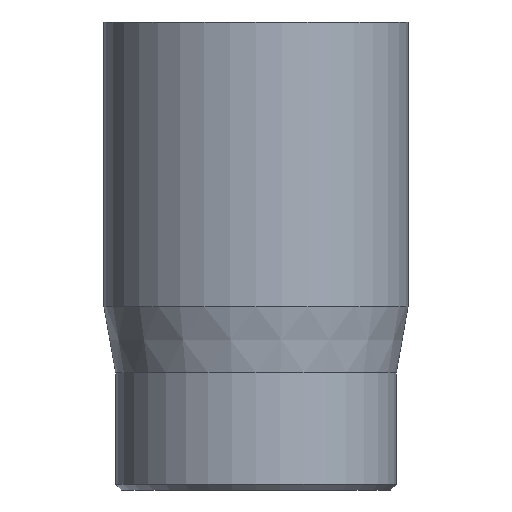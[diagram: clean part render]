
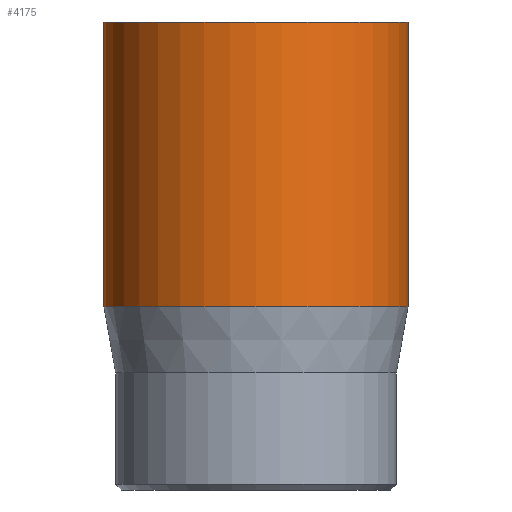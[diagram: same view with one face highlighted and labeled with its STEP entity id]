
A CAD part, front view. The second image highlights one B-rep face of the part: STEP entity #4175.
In plain terms, the highlighted cylindrical face has radius 1.3 mm (diameter 2.6 mm), a full revolution.
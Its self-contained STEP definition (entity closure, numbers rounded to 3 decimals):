
#550=CYLINDRICAL_SURFACE('',#4333,1.3);
#761=FACE_OUTER_BOUND('',#1009,.T.);
#1009=EDGE_LOOP('',(#3856,#3857,#3858,#3859,#3860));
#1312=LINE('',#7975,#1625);
#1625=VECTOR('',#4812,1.3);
#1663=CIRCLE('',#4316,1.3);
#1669=CIRCLE('',#4331,1.3);
#1670=CIRCLE('',#4332,1.3);
#2057=VERTEX_POINT('',#7945);
#2063=VERTEX_POINT('',#7969);
#2064=VERTEX_POINT('',#7970);
#2657=EDGE_CURVE('',#2057,#2057,#1663,.T.);
#2666=EDGE_CURVE('',#2063,#2064,#1669,.T.);
#2667=EDGE_CURVE('',#2064,#2063,#1670,.T.);
#2669=EDGE_CURVE('',#2057,#2063,#1312,.T.);
#3856=ORIENTED_EDGE('',*,*,#2657,.T.);
#3857=ORIENTED_EDGE('',*,*,#2669,.T.);
#3858=ORIENTED_EDGE('',*,*,#2666,.T.);
#3859=ORIENTED_EDGE('',*,*,#2667,.T.);
#3860=ORIENTED_EDGE('',*,*,#2669,.F.);
#4175=ADVANCED_FACE('',(#761),#550,.T.);
#4316=AXIS2_PLACEMENT_3D('',#7946,#4772,#4773);
#4331=AXIS2_PLACEMENT_3D('',#7971,#4805,#4806);
#4332=AXIS2_PLACEMENT_3D('',#7972,#4807,#4808);
#4333=AXIS2_PLACEMENT_3D('',#7974,#4810,#4811);
#4772=DIRECTION('center_axis',(0.,0.,-1.));
#4773=DIRECTION('ref_axis',(-1.,0.,0.));
#4805=DIRECTION('center_axis',(0.,0.,1.));
#4806=DIRECTION('ref_axis',(-1.,0.,0.));
#4807=DIRECTION('center_axis',(0.,0.,1.));
#4808=DIRECTION('ref_axis',(-1.,0.,0.));
#4810=DIRECTION('center_axis',(0.,0.,1.));
#4811=DIRECTION('ref_axis',(-1.,0.,0.));
#4812=DIRECTION('',(0.,0.,-1.));
#7945=CARTESIAN_POINT('',(1.3,0.,4.));
#7946=CARTESIAN_POINT('Origin',(0.,0.,4.));
#7969=CARTESIAN_POINT('',(1.3,0.,1.567));
#7970=CARTESIAN_POINT('',(-1.3,0.,1.567));
#7971=CARTESIAN_POINT('Origin',(0.,0.,1.567));
#7972=CARTESIAN_POINT('Origin',(0.,0.,1.567));
#7974=CARTESIAN_POINT('Origin',(0.,0.,0.));
#7975=CARTESIAN_POINT('',(1.3,0.,0.));
